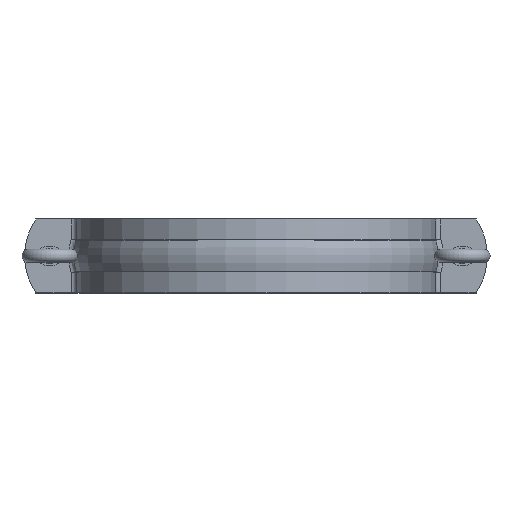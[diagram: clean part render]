
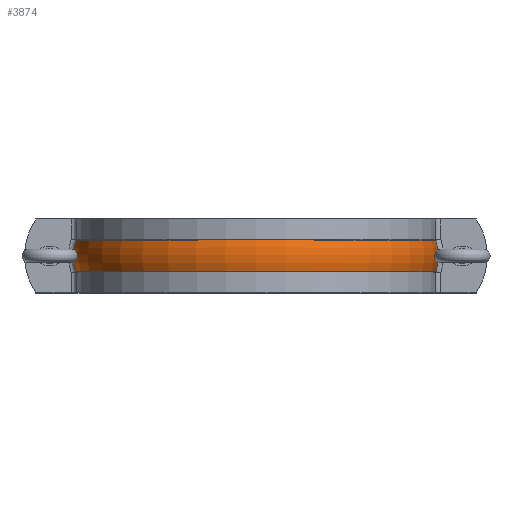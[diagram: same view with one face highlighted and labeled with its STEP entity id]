
A CAD part, top view. The second image highlights one B-rep face of the part: STEP entity #3874.
In plain terms, the highlighted toroidal (fillet/blend) face has major radius 505.019 mm and minor radius 185 mm.
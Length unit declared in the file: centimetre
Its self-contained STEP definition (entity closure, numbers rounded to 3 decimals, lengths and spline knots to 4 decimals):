
#183=TOROIDAL_SURFACE('',#4166,50.5019,18.5);
#707=FACE_OUTER_BOUND('',#975,.T.);
#975=EDGE_LOOP('',(#2708,#2709,#2710,#2711));
#1261=B_SPLINE_CURVE_WITH_KNOTS('',3,(#6779,#6780,#6781,#6782,#6783,#6784),
 .UNSPECIFIED.,.F.,.F.,(4,1,1,4),(-25.0441,-21.2266,-17.4091,
-11.6829),.UNSPECIFIED.);
#1262=B_SPLINE_CURVE_WITH_KNOTS('',3,(#6800,#6801,#6802,#6803,#6804,#6805),
 .UNSPECIFIED.,.F.,.F.,(4,1,1,4),(-25.0441,-21.2266,-17.4091,
-11.6829),.UNSPECIFIED.);
#1398=CIRCLE('',#4163,68.0282);
#1401=CIRCLE('',#4167,68.0282);
#1667=VERTEX_POINT('',#6478);
#1673=VERTEX_POINT('',#6621);
#1679=VERTEX_POINT('',#6792);
#1681=VERTEX_POINT('',#6798);
#2052=EDGE_CURVE('',#1673,#1667,#1261,.T.);
#2056=EDGE_CURVE('',#1667,#1679,#1398,.T.);
#2059=EDGE_CURVE('',#1673,#1681,#1401,.T.);
#2060=EDGE_CURVE('',#1679,#1681,#1262,.T.);
#2708=ORIENTED_EDGE('',*,*,#2052,.F.);
#2709=ORIENTED_EDGE('',*,*,#2059,.T.);
#2710=ORIENTED_EDGE('',*,*,#2060,.F.);
#2711=ORIENTED_EDGE('',*,*,#2056,.F.);
#3874=ADVANCED_FACE('',(#707),#183,.T.);
#4163=AXIS2_PLACEMENT_3D('',#6793,#4692,#4693);
#4166=AXIS2_PLACEMENT_3D('',#6797,#4698,#4699);
#4167=AXIS2_PLACEMENT_3D('',#6799,#4700,#4701);
#4692=DIRECTION('center_axis',(0.,-1.,0.));
#4693=DIRECTION('ref_axis',(1.,0.,0.));
#4698=DIRECTION('center_axis',(0.,-1.,0.));
#4699=DIRECTION('ref_axis',(1.,0.,0.));
#4700=DIRECTION('center_axis',(0.,-1.,0.));
#4701=DIRECTION('ref_axis',(1.,0.,0.));
#6478=CARTESIAN_POINT('',(777.0473,270.7303,-9.1084));
#6621=CARTESIAN_POINT('',(777.0473,282.5756,-9.1084));
#6779=CARTESIAN_POINT('Ctrl Pts',(777.0473,282.5756,-9.1084));
#6780=CARTESIAN_POINT('Ctrl Pts',(777.4156,281.4879,-9.11));
#6781=CARTESIAN_POINT('Ctrl Pts',(777.9485,279.2433,-9.1124));
#6782=CARTESIAN_POINT('Ctrl Pts',(778.1371,275.211,-9.1132));
#6783=CARTESIAN_POINT('Ctrl Pts',(777.5998,272.3619,-9.1109));
#6784=CARTESIAN_POINT('Ctrl Pts',(777.0473,270.7303,-9.1084));
#6792=CARTESIAN_POINT('',(641.2137,270.7303,-9.1084));
#6793=CARTESIAN_POINT('Origin',(709.1305,270.7303,-13.));
#6797=CARTESIAN_POINT('Origin',(709.1305,276.653,-13.));
#6798=CARTESIAN_POINT('',(641.2137,282.5756,-9.1084));
#6799=CARTESIAN_POINT('Origin',(709.1305,282.5756,-13.));
#6800=CARTESIAN_POINT('Ctrl Pts',(641.2137,270.7303,-9.1084));
#6801=CARTESIAN_POINT('Ctrl Pts',(640.8454,271.818,-9.11));
#6802=CARTESIAN_POINT('Ctrl Pts',(640.3126,274.0626,-9.1124));
#6803=CARTESIAN_POINT('Ctrl Pts',(640.1239,278.095,-9.1132));
#6804=CARTESIAN_POINT('Ctrl Pts',(640.6613,280.944,-9.1109));
#6805=CARTESIAN_POINT('Ctrl Pts',(641.2137,282.5756,-9.1084));
